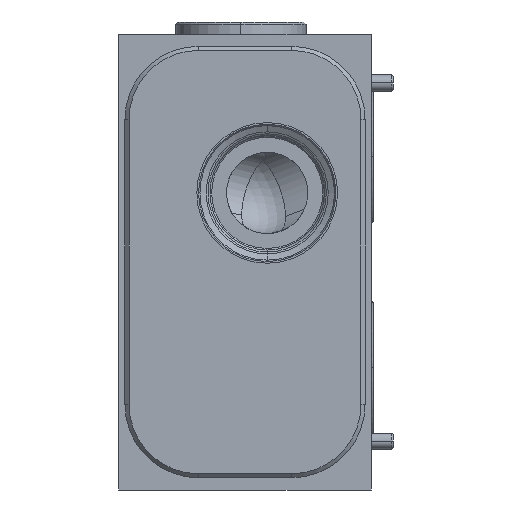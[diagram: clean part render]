
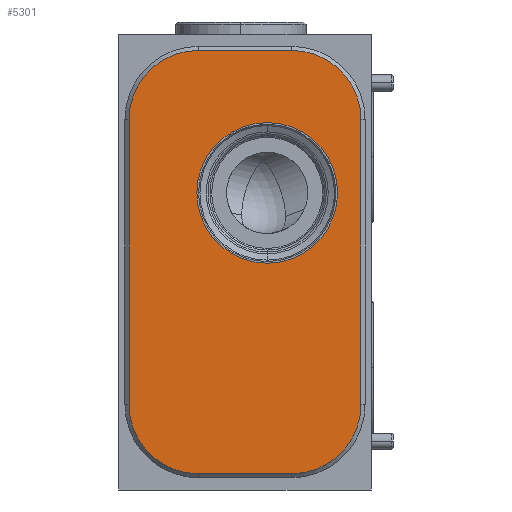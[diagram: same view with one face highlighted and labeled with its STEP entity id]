
A CAD part, left-side view. The second image highlights one B-rep face of the part: STEP entity #5301.
In plain terms, the highlighted planar face has unit normal (-1, 0, 0).
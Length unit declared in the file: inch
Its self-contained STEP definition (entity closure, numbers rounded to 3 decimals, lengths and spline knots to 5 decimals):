
#57=CARTESIAN_POINT('',(0.,-1.329,0.656));
#58=DIRECTION('',(1.,0.,0.));
#59=DIRECTION('',(0.,-1.,0.));
#60=AXIS2_PLACEMENT_3D('',#57,#58,#59);
#71=CARTESIAN_POINT('',(0.,-1.14,2.281));
#72=DIRECTION('',(1.,0.,0.));
#73=DIRECTION('',(0.,0.,-1.));
#74=AXIS2_PLACEMENT_3D('',#71,#72,#73);
#76=CARTESIAN_POINT('',(0.,-1.14,2.281));
#77=DIRECTION('',(1.,0.,0.));
#78=DIRECTION('',(0.,0.,1.));
#79=AXIS2_PLACEMENT_3D('',#76,#77,#78);
#81=DIRECTION('',(0.,1.,0.));
#82=VECTOR('',#81,0.719);
#83=CARTESIAN_POINT('',(0.,-1.329,0.125));
#84=LINE('',#83,#82);
#101=CARTESIAN_POINT('',(0.,-0.61,0.656));
#102=DIRECTION('',(1.,0.,0.));
#103=DIRECTION('',(0.,0.,-1.));
#104=AXIS2_PLACEMENT_3D('',#101,#102,#103);
#119=DIRECTION('',(0.,0.,1.));
#120=VECTOR('',#119,2.188);
#121=CARTESIAN_POINT('',(0.,-0.079,0.656));
#122=LINE('',#121,#120);
#135=CARTESIAN_POINT('',(0.,-0.61,2.844));
#136=DIRECTION('',(1.,0.,0.));
#137=DIRECTION('',(0.,1.,0.));
#138=AXIS2_PLACEMENT_3D('',#135,#136,#137);
#149=DIRECTION('',(0.,-1.,0.));
#150=VECTOR('',#149,0.719);
#151=CARTESIAN_POINT('',(0.,-0.61,3.375));
#152=LINE('',#151,#150);
#169=CARTESIAN_POINT('',(0.,-1.329,2.844));
#170=DIRECTION('',(1.,0.,0.));
#171=DIRECTION('',(0.,0.,1.));
#172=AXIS2_PLACEMENT_3D('',#169,#170,#171);
#183=DIRECTION('',(0.,0.,-1.));
#184=VECTOR('',#183,2.188);
#185=CARTESIAN_POINT('',(0.,-1.86,2.844));
#186=LINE('',#185,#184);
#4631=CARTESIAN_POINT('',(0.,-0.079,0.656));
#4632=CARTESIAN_POINT('',(0.,-0.079,2.844));
#4633=VERTEX_POINT('',#4631);
#4634=VERTEX_POINT('',#4632);
#4639=CARTESIAN_POINT('',(0.,-0.61,3.375));
#4640=VERTEX_POINT('',#4639);
#4643=CARTESIAN_POINT('',(0.,-1.329,3.375));
#4644=VERTEX_POINT('',#4643);
#4647=CARTESIAN_POINT('',(0.,-1.86,2.844));
#4648=VERTEX_POINT('',#4647);
#4651=CARTESIAN_POINT('',(0.,-1.86,0.656));
#4652=VERTEX_POINT('',#4651);
#4655=CARTESIAN_POINT('',(0.,-1.329,0.125));
#4656=VERTEX_POINT('',#4655);
#4659=CARTESIAN_POINT('',(0.,-0.61,0.125));
#4660=VERTEX_POINT('',#4659);
#4687=CARTESIAN_POINT('',(0.,-1.14,1.741));
#4688=CARTESIAN_POINT('',(0.,-1.14,2.821));
#4689=VERTEX_POINT('',#4687);
#4690=VERTEX_POINT('',#4688);
#5273=CARTESIAN_POINT('',(0.,0.,0.));
#5274=DIRECTION('',(-1.,0.,0.));
#5275=DIRECTION('',(0.,-1.,0.));
#5276=AXIS2_PLACEMENT_3D('',#5273,#5274,#5275);
#5277=PLANE('',#5276);
#5278=ORIENTED_EDGE('',*,*,#5263,.T.);
#5280=ORIENTED_EDGE('',*,*,#5279,.T.);
#5282=ORIENTED_EDGE('',*,*,#5281,.T.);
#5284=ORIENTED_EDGE('',*,*,#5283,.T.);
#5286=ORIENTED_EDGE('',*,*,#5285,.T.);
#5288=ORIENTED_EDGE('',*,*,#5287,.T.);
#5290=ORIENTED_EDGE('',*,*,#5289,.T.);
#5292=ORIENTED_EDGE('',*,*,#5291,.T.);
#5293=EDGE_LOOP('',(#5278,#5280,#5282,#5284,#5286,#5288,#5290,#5292));
#5294=FACE_OUTER_BOUND('',#5293,.F.);
#5296=ORIENTED_EDGE('',*,*,#5295,.F.);
#5298=ORIENTED_EDGE('',*,*,#5297,.F.);
#5299=EDGE_LOOP('',(#5296,#5298));
#5300=FACE_BOUND('',#5299,.F.);
#5301=ADVANCED_FACE('',(#5294,#5300),#5277,.T.);
#61=CIRCLE('',#60,0.531);
#75=CIRCLE('',#74,0.54);
#80=CIRCLE('',#79,0.54);
#105=CIRCLE('',#104,0.531);
#139=CIRCLE('',#138,0.531);
#173=CIRCLE('',#172,0.531);
#5263=EDGE_CURVE('',#4652,#4656,#61,.T.);
#5279=EDGE_CURVE('',#4656,#4660,#84,.T.);
#5281=EDGE_CURVE('',#4660,#4633,#105,.T.);
#5283=EDGE_CURVE('',#4633,#4634,#122,.T.);
#5285=EDGE_CURVE('',#4634,#4640,#139,.T.);
#5287=EDGE_CURVE('',#4640,#4644,#152,.T.);
#5289=EDGE_CURVE('',#4644,#4648,#173,.T.);
#5291=EDGE_CURVE('',#4648,#4652,#186,.T.);
#5295=EDGE_CURVE('',#4689,#4690,#75,.T.);
#5297=EDGE_CURVE('',#4690,#4689,#80,.T.);
